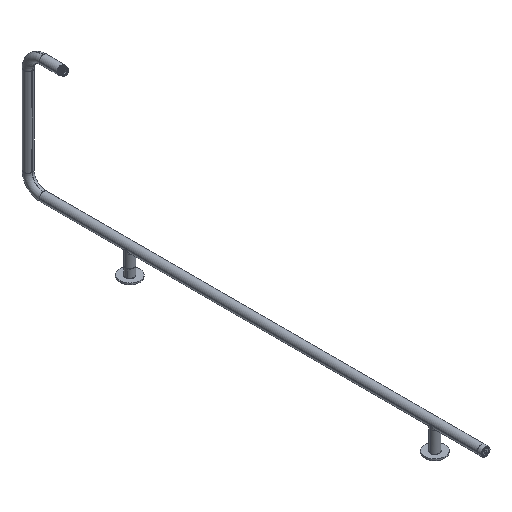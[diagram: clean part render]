
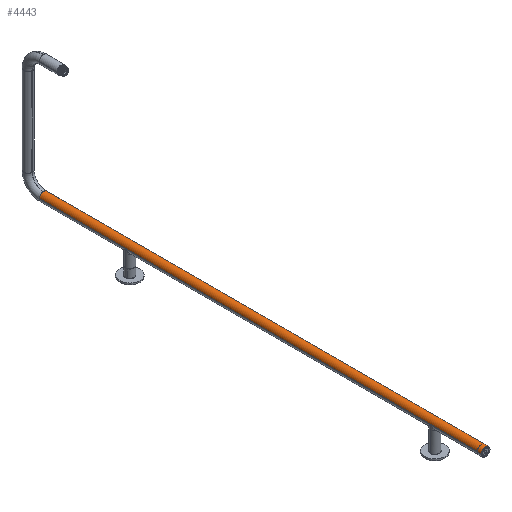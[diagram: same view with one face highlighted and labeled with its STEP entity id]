
A CAD part, isometric view. The second image highlights one B-rep face of the part: STEP entity #4443.
In plain terms, the highlighted cylindrical face has radius 12.7 mm (diameter 25.4 mm), a partial arc.
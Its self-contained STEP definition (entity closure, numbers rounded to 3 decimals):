
#164 = VERTEX_POINT ( 'NONE', #7519 ) ;
#619 = LINE ( 'NONE', #1083, #5367 ) ;
#647 = DIRECTION ( 'NONE',  ( 0., 1., 0. ) ) ;
#706 = EDGE_CURVE ( 'NONE', #1967, #2679, #2659, .T. ) ;
#895 = DIRECTION ( 'NONE',  ( 1., 0., 0. ) ) ;
#1083 = CARTESIAN_POINT ( 'NONE',  ( 90.718, -153.39, 92.675 ) ) ;
#1375 = AXIS2_PLACEMENT_3D ( 'NONE', #6337, #1510, #2836 ) ;
#1399 = ORIENTED_EDGE ( 'NONE', *, *, #2088, .T. ) ;
#1510 = DIRECTION ( 'NONE',  ( 0., 1., 0. ) ) ;
#1588 = DIRECTION ( 'NONE',  ( 0., 1., 0. ) ) ;
#1796 = EDGE_LOOP ( 'NONE', ( #5941, #5066, #1399, #6041, #6075 ) ) ;
#1930 = FACE_OUTER_BOUND ( 'NONE', #1796, .T. ) ;
#1967 = VERTEX_POINT ( 'NONE', #5989 ) ;
#2088 = EDGE_CURVE ( 'NONE', #2679, #164, #619, .T. ) ;
#2404 = EDGE_CURVE ( 'NONE', #5426, #164, #6396, .T. ) ;
#2651 = CARTESIAN_POINT ( 'NONE',  ( 78.018, 1151.61, 105.375 ) ) ;
#2659 = CIRCLE ( 'NONE', #7145, 12.7 ) ;
#2679 = VERTEX_POINT ( 'NONE', #4011 ) ;
#2836 = DIRECTION ( 'NONE',  ( 1., 0., 0. ) ) ;
#3066 = CARTESIAN_POINT ( 'NONE',  ( 65.318, -153.39, 92.675 ) ) ;
#3242 = CIRCLE ( 'NONE', #5911, 12.7 ) ;
#3372 = DIRECTION ( 'NONE',  ( 0., 1., 0. ) ) ;
#3433 = CARTESIAN_POINT ( 'NONE',  ( 65.318, 1151.61, 92.675 ) ) ;
#3456 = EDGE_CURVE ( 'NONE', #4024, #5426, #3242, .T. ) ;
#3518 = VECTOR ( 'NONE', #647, 1000. ) ;
#3563 = DIRECTION ( 'NONE',  ( 1., 0., 0. ) ) ;
#4011 = CARTESIAN_POINT ( 'NONE',  ( 90.718, -153.39, 92.675 ) ) ;
#4024 = VERTEX_POINT ( 'NONE', #3433 ) ;
#4205 = AXIS2_PLACEMENT_3D ( 'NONE', #4266, #5179, #895 ) ;
#4266 = CARTESIAN_POINT ( 'NONE',  ( 78.018, 1151.61, 92.675 ) ) ;
#4443 = ADVANCED_FACE ( 'NONE', ( #1930 ), #6727, .T. ) ;
#4585 = DIRECTION ( 'NONE',  ( 0., 1., 0. ) ) ;
#5066 = ORIENTED_EDGE ( 'NONE', *, *, #706, .T. ) ;
#5106 = CARTESIAN_POINT ( 'NONE',  ( 78.018, 1151.61, 92.675 ) ) ;
#5179 = DIRECTION ( 'NONE',  ( 0., 1., 0. ) ) ;
#5367 = VECTOR ( 'NONE', #1588, 1000. ) ;
#5426 = VERTEX_POINT ( 'NONE', #2651 ) ;
#5779 = DIRECTION ( 'NONE',  ( 1., 0., 0. ) ) ;
#5879 = LINE ( 'NONE', #3066, #3518 ) ;
#5911 = AXIS2_PLACEMENT_3D ( 'NONE', #5106, #3372, #3563 ) ;
#5941 = ORIENTED_EDGE ( 'NONE', *, *, #5986, .F. ) ;
#5986 = EDGE_CURVE ( 'NONE', #1967, #4024, #5879, .T. ) ;
#5989 = CARTESIAN_POINT ( 'NONE',  ( 65.318, -153.39, 92.675 ) ) ;
#6041 = ORIENTED_EDGE ( 'NONE', *, *, #2404, .F. ) ;
#6075 = ORIENTED_EDGE ( 'NONE', *, *, #3456, .F. ) ;
#6186 = CARTESIAN_POINT ( 'NONE',  ( 78.018, -153.39, 92.675 ) ) ;
#6337 = CARTESIAN_POINT ( 'NONE',  ( 78.018, -153.39, 92.675 ) ) ;
#6396 = CIRCLE ( 'NONE', #4205, 12.7 ) ;
#6727 = CYLINDRICAL_SURFACE ( 'NONE', #1375, 12.7 ) ;
#7145 = AXIS2_PLACEMENT_3D ( 'NONE', #6186, #4585, #5779 ) ;
#7519 = CARTESIAN_POINT ( 'NONE',  ( 90.718, 1151.61, 92.675 ) ) ;
